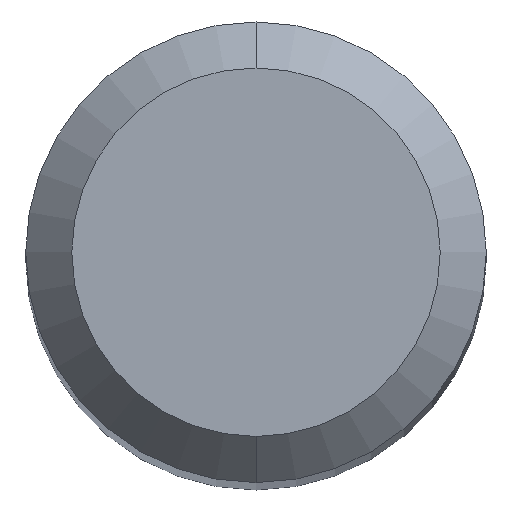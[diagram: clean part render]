
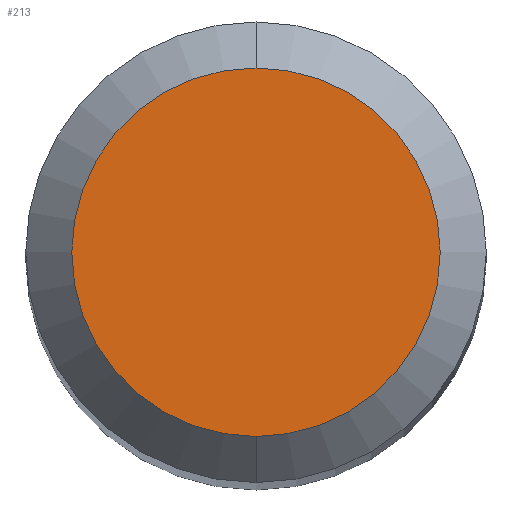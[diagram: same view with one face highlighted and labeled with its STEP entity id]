
A CAD part, top view. The second image highlights one B-rep face of the part: STEP entity #213.
In plain terms, the highlighted planar face has unit normal (0, 0, 1).
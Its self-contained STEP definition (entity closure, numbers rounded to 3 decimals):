
#157=EDGE_CURVE('',#163,#177,#317,.T.);
#163=VERTEX_POINT('',#324);
#177=VERTEX_POINT('',#339);
#191=EDGE_CURVE('',#177,#163,#353,.T.);
#213=ADVANCED_FACE('',(#377),#378,.T.);
#317=CIRCLE('',#500,1.2);
#324=CARTESIAN_POINT('',(0.,-1.2,0.0));
#339=CARTESIAN_POINT('',(0.0,1.2,0.0));
#353=CIRCLE('',#542,1.2);
#377=FACE_OUTER_BOUND('',#576,.T.);
#378=PLANE('',#577);
#500=AXIS2_PLACEMENT_3D('',#694,#695,#696);
#542=AXIS2_PLACEMENT_3D('',#726,#727,#728);
#576=EDGE_LOOP('',(#756,#757));
#577=AXIS2_PLACEMENT_3D('',#758,#759,#760);
#694=CARTESIAN_POINT('',(0.0,0.0,0.0));
#695=DIRECTION('',(0.0,0.0,-1.0));
#696=DIRECTION('',(0.0,1.0,0.0));
#726=CARTESIAN_POINT('',(0.0,0.0,0.0));
#727=DIRECTION('',(0.0,0.0,-1.0));
#728=DIRECTION('',(0.0,1.0,0.0));
#756=ORIENTED_EDGE('',*,*,#191,.F.);
#757=ORIENTED_EDGE('',*,*,#157,.F.);
#758=CARTESIAN_POINT('',(0.0,0.6,0.0));
#759=DIRECTION('',(-0.0,0.0,1.0));
#760=DIRECTION('',(0.0,-1.0,0.0));
